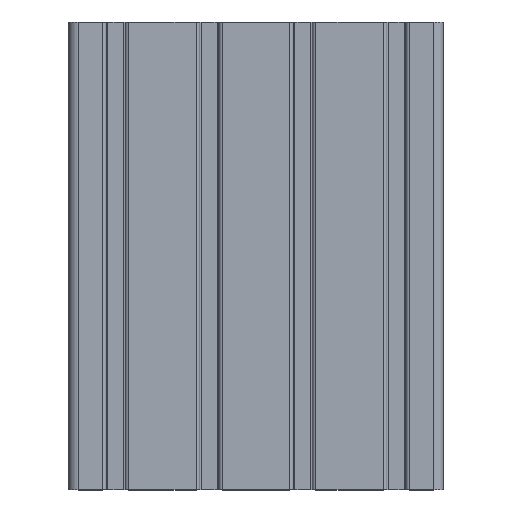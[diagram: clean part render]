
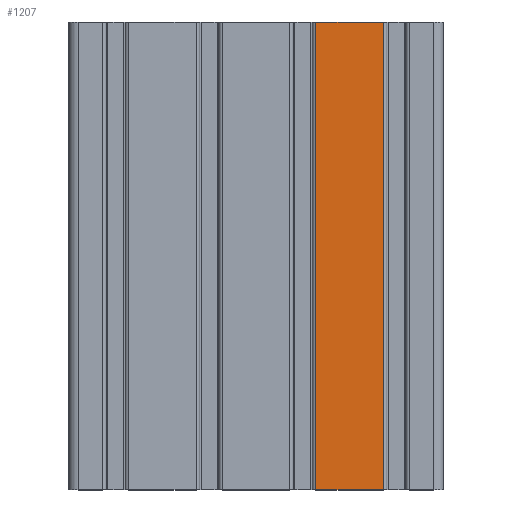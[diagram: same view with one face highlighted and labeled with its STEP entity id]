
A CAD part, top view. The second image highlights one B-rep face of the part: STEP entity #1207.
In plain terms, the highlighted planar face has unit normal (0, 0, 1).
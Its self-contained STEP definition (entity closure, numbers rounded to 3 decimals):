
#40 = VERTEX_POINT ( 'NONE', #12592 ) ;
#130 = CARTESIAN_POINT ( 'NONE',  ( 25.6, 0., 20. ) ) ;
#468 = EDGE_CURVE ( 'NONE', #6581, #12732, #8260, .T. ) ;
#959 = VECTOR ( 'NONE', #11794, 1000. ) ;
#1109 = DIRECTION ( 'NONE',  ( 1., 0., 0. ) ) ;
#1111 = CARTESIAN_POINT ( 'NONE',  ( 25.6, 0., 20. ) ) ;
#1207 = ADVANCED_FACE ( 'NONE', ( #3346 ), #7286, .T. ) ;
#1489 = ORIENTED_EDGE ( 'NONE', *, *, #2535, .F. ) ;
#2520 = VECTOR ( 'NONE', #1109, 1000. ) ;
#2535 = EDGE_CURVE ( 'NONE', #40, #3882, #9478, .T. ) ;
#2702 = EDGE_CURVE ( 'NONE', #12732, #3882, #6785, .T. ) ;
#2710 = DIRECTION ( 'NONE',  ( 0., -1., 0. ) ) ;
#3346 = FACE_OUTER_BOUND ( 'NONE', #7865, .T. ) ;
#3882 = VERTEX_POINT ( 'NONE', #8716 ) ;
#4462 = VECTOR ( 'NONE', #2710, 1000. ) ;
#4487 = VECTOR ( 'NONE', #4987, 1000. ) ;
#4849 = CARTESIAN_POINT ( 'NONE',  ( 0., 200., 20. ) ) ;
#4987 = DIRECTION ( 'NONE',  ( 1., 0., 0. ) ) ;
#5096 = AXIS2_PLACEMENT_3D ( 'NONE', #5286, #9319, #10602 ) ;
#5286 = CARTESIAN_POINT ( 'NONE',  ( 25.6, 0., 20. ) ) ;
#6581 = VERTEX_POINT ( 'NONE', #6910 ) ;
#6785 = LINE ( 'NONE', #130, #2520 ) ;
#6910 = CARTESIAN_POINT ( 'NONE',  ( 25.6, 200., 20. ) ) ;
#7286 = PLANE ( 'NONE',  #5096 ) ;
#7327 = ORIENTED_EDGE ( 'NONE', *, *, #12022, .F. ) ;
#7758 = CARTESIAN_POINT ( 'NONE',  ( 25.6, 0., 20. ) ) ;
#7865 = EDGE_LOOP ( 'NONE', ( #10660, #1489, #7327, #9833 ) ) ;
#8260 = LINE ( 'NONE', #7758, #4462 ) ;
#8716 = CARTESIAN_POINT ( 'NONE',  ( 54.4, 0., 20. ) ) ;
#9319 = DIRECTION ( 'NONE',  ( 0., 0., 1. ) ) ;
#9478 = LINE ( 'NONE', #10704, #959 ) ;
#9833 = ORIENTED_EDGE ( 'NONE', *, *, #468, .T. ) ;
#10038 = LINE ( 'NONE', #4849, #4487 ) ;
#10602 = DIRECTION ( 'NONE',  ( 1., 0., 0. ) ) ;
#10660 = ORIENTED_EDGE ( 'NONE', *, *, #2702, .T. ) ;
#10704 = CARTESIAN_POINT ( 'NONE',  ( 54.4, 0., 20. ) ) ;
#11794 = DIRECTION ( 'NONE',  ( 0., -1., 0. ) ) ;
#12022 = EDGE_CURVE ( 'NONE', #6581, #40, #10038, .T. ) ;
#12592 = CARTESIAN_POINT ( 'NONE',  ( 54.4, 200., 20. ) ) ;
#12732 = VERTEX_POINT ( 'NONE', #1111 ) ;
